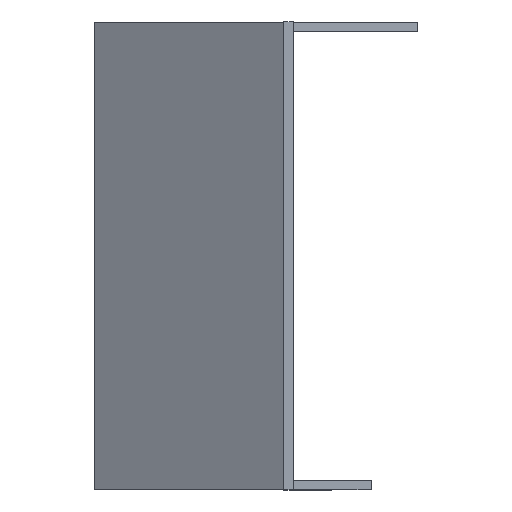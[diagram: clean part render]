
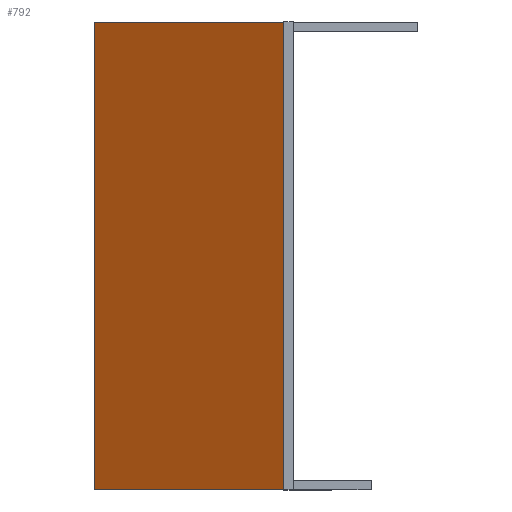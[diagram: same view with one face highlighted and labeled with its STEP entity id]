
A CAD part, left-side view. The second image highlights one B-rep face of the part: STEP entity #792.
In plain terms, the highlighted planar face has unit normal (-0.856, 0.517, 0).
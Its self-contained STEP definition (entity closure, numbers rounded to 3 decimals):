
#66=FACE_OUTER_BOUND('',#108,.T.);
#108=EDGE_LOOP('',(#571,#572,#573,#574));
#148=LINE('',#1171,#248);
#180=LINE('',#1234,#280);
#181=LINE('',#1236,#281);
#182=LINE('',#1237,#282);
#248=VECTOR('',#957,10.);
#280=VECTOR('',#1009,10.);
#281=VECTOR('',#1012,10.);
#282=VECTOR('',#1013,10.);
#348=VERTEX_POINT('',#1168);
#349=VERTEX_POINT('',#1170);
#369=VERTEX_POINT('',#1230);
#370=VERTEX_POINT('',#1232);
#420=EDGE_CURVE('',#348,#349,#148,.T.);
#452=EDGE_CURVE('',#369,#370,#180,.T.);
#453=EDGE_CURVE('',#348,#369,#181,.T.);
#454=EDGE_CURVE('',#349,#370,#182,.T.);
#571=ORIENTED_EDGE('',*,*,#453,.T.);
#572=ORIENTED_EDGE('',*,*,#452,.T.);
#573=ORIENTED_EDGE('',*,*,#454,.F.);
#574=ORIENTED_EDGE('',*,*,#420,.F.);
#754=PLANE('',#906);
#792=ADVANCED_FACE('',(#66),#754,.T.);
#906=AXIS2_PLACEMENT_3D('',#1235,#1010,#1011);
#957=DIRECTION('',(0.,0.,1.));
#1009=DIRECTION('',(0.,0.,1.));
#1010=DIRECTION('center_axis',(-0.856,0.517,0.));
#1011=DIRECTION('ref_axis',(-0.517,-0.856,0.));
#1012=DIRECTION('',(-0.517,-0.856,0.));
#1013=DIRECTION('',(-0.517,-0.856,0.));
#1168=CARTESIAN_POINT('',(-3.384,6.,0.));
#1170=CARTESIAN_POINT('',(-3.384,6.,300.));
#1171=CARTESIAN_POINT('',(-3.384,6.,0.));
#1230=CARTESIAN_POINT('',(-76.917,-115.656,0.));
#1232=CARTESIAN_POINT('',(-76.917,-115.656,300.));
#1234=CARTESIAN_POINT('',(-76.917,-115.656,0.));
#1235=CARTESIAN_POINT('Origin',(-3.384,6.,0.));
#1236=CARTESIAN_POINT('',(-3.384,6.,0.));
#1237=CARTESIAN_POINT('',(-3.384,6.,300.));
